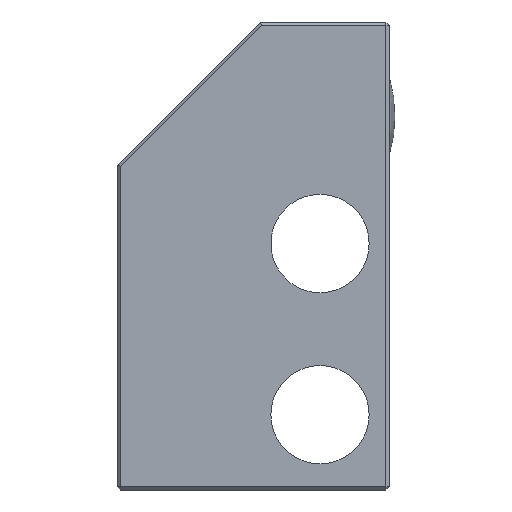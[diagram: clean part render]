
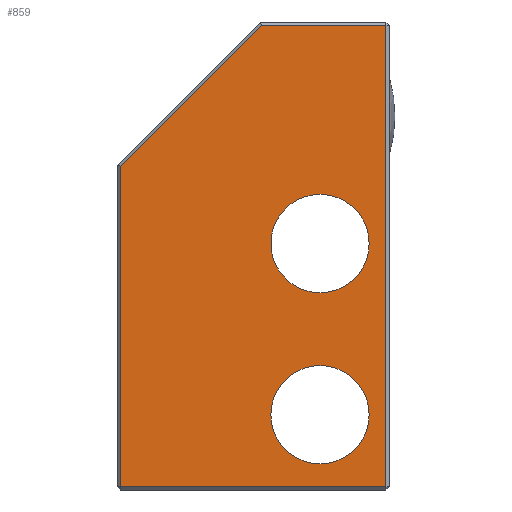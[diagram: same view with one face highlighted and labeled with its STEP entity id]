
A CAD part, left-side view. The second image highlights one B-rep face of the part: STEP entity #859.
In plain terms, the highlighted planar face has unit normal (-1, 0, 0).
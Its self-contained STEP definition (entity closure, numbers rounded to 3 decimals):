
#20 = VERTEX_POINT ( 'NONE', #583 ) ;
#27 = VERTEX_POINT ( 'NONE', #1167 ) ;
#29 = DIRECTION ( 'NONE',  ( 0., 0., -1. ) ) ;
#31 = DIRECTION ( 'NONE',  ( 0., 0., -1. ) ) ;
#49 = VECTOR ( 'NONE', #794, 1000. ) ;
#61 = DIRECTION ( 'NONE',  ( 0., 0., -1. ) ) ;
#71 = CIRCLE ( 'NONE', #303, 1.58 ) ;
#86 = EDGE_LOOP ( 'NONE', ( #1126, #1129, #934, #733, #478 ) ) ;
#94 = LINE ( 'NONE', #221, #1095 ) ;
#110 = AXIS2_PLACEMENT_3D ( 'NONE', #1174, #589, #29 ) ;
#112 = ORIENTED_EDGE ( 'NONE', *, *, #506, .F. ) ;
#140 = CARTESIAN_POINT ( 'NONE',  ( -2.8, -2.146, -3.526 ) ) ;
#159 = ORIENTED_EDGE ( 'NONE', *, *, #1201, .F. ) ;
#160 = CIRCLE ( 'NONE', #1079, 1.58 ) ;
#194 = CARTESIAN_POINT ( 'NONE',  ( -2.8, -0.584, 0.16 ) ) ;
#205 = CARTESIAN_POINT ( 'NONE',  ( -2.8, -2.146, -6.686 ) ) ;
#212 = ORIENTED_EDGE ( 'NONE', *, *, #396, .F. ) ;
#221 = CARTESIAN_POINT ( 'NONE',  ( -2.8, 4.274, 0. ) ) ;
#229 = LINE ( 'NONE', #573, #699 ) ;
#269 = VERTEX_POINT ( 'NONE', #276 ) ;
#276 = CARTESIAN_POINT ( 'NONE',  ( -2.8, -0.268, 7.414 ) ) ;
#295 = VECTOR ( 'NONE', #598, 1000. ) ;
#299 = ORIENTED_EDGE ( 'NONE', *, *, #491, .F. ) ;
#300 = CARTESIAN_POINT ( 'NONE',  ( -2.8, 3.573, 3.573 ) ) ;
#303 = AXIS2_PLACEMENT_3D ( 'NONE', #1082, #507, #1178 ) ;
#306 = FACE_BOUND ( 'NONE', #315, .T. ) ;
#315 = EDGE_LOOP ( 'NONE', ( #730, #159 ) ) ;
#357 = EDGE_LOOP ( 'NONE', ( #555, #299, #212, #112 ) ) ;
#380 = DIRECTION ( 'NONE',  ( -1., 0., 0. ) ) ;
#388 = CARTESIAN_POINT ( 'NONE',  ( -2.8, 0., 0. ) ) ;
#393 = CIRCLE ( 'NONE', #726, 1.58 ) ;
#396 = EDGE_CURVE ( 'NONE', #20, #615, #1213, .T. ) ;
#406 = VERTEX_POINT ( 'NONE', #194 ) ;
#421 = CARTESIAN_POINT ( 'NONE',  ( -2.8, -2.146, 1.974 ) ) ;
#428 = EDGE_CURVE ( 'NONE', #759, #501, #229, .T. ) ;
#478 = ORIENTED_EDGE ( 'NONE', *, *, #978, .T. ) ;
#487 = DIRECTION ( 'NONE',  ( 0., 0., -1. ) ) ;
#491 = EDGE_CURVE ( 'NONE', #615, #27, #1100, .T. ) ;
#500 = CARTESIAN_POINT ( 'NONE',  ( -2.8, -4.266, -7.426 ) ) ;
#501 = VERTEX_POINT ( 'NONE', #500 ) ;
#506 = EDGE_CURVE ( 'NONE', #406, #20, #71, .T. ) ;
#507 = DIRECTION ( 'NONE',  ( -1., 0., 0. ) ) ;
#514 = CARTESIAN_POINT ( 'NONE',  ( -2.8, -4.266, 0. ) ) ;
#521 = CARTESIAN_POINT ( 'NONE',  ( -2.8, -2.146, -5.106 ) ) ;
#523 = LINE ( 'NONE', #1186, #295 ) ;
#534 = EDGE_CURVE ( 'NONE', #406, #27, #809, .T. ) ;
#551 = EDGE_CURVE ( 'NONE', #1068, #269, #523, .T. ) ;
#555 = ORIENTED_EDGE ( 'NONE', *, *, #534, .T. ) ;
#569 = LINE ( 'NONE', #514, #860 ) ;
#573 = CARTESIAN_POINT ( 'NONE',  ( -2.8, 0., -7.426 ) ) ;
#583 = CARTESIAN_POINT ( 'NONE',  ( -2.8, -2.146, -1.186 ) ) ;
#589 = DIRECTION ( 'NONE',  ( -1., 0., 0. ) ) ;
#598 = DIRECTION ( 'NONE',  ( 0., 1., 0. ) ) ;
#608 = CARTESIAN_POINT ( 'NONE',  ( -2.8, 4.274, 2.872 ) ) ;
#615 = VERTEX_POINT ( 'NONE', #421 ) ;
#617 = DIRECTION ( 'NONE',  ( 0., 0., -1. ) ) ;
#628 = DIRECTION ( 'NONE',  ( -1., 0., 0. ) ) ;
#639 = VERTEX_POINT ( 'NONE', #140 ) ;
#669 = PLANE ( 'NONE',  #728 ) ;
#692 = CARTESIAN_POINT ( 'NONE',  ( -2.8, -0.584, -1.148 ) ) ;
#693 = LINE ( 'NONE', #300, #1212 ) ;
#699 = VECTOR ( 'NONE', #768, 1000. ) ;
#721 = EDGE_CURVE ( 'NONE', #871, #639, #160, .T. ) ;
#725 = FACE_BOUND ( 'NONE', #357, .T. ) ;
#726 = AXIS2_PLACEMENT_3D ( 'NONE', #521, #1197, #617 ) ;
#728 = AXIS2_PLACEMENT_3D ( 'NONE', #388, #1067, #487 ) ;
#730 = ORIENTED_EDGE ( 'NONE', *, *, #721, .F. ) ;
#733 = ORIENTED_EDGE ( 'NONE', *, *, #428, .T. ) ;
#759 = VERTEX_POINT ( 'NONE', #852 ) ;
#768 = DIRECTION ( 'NONE',  ( 0., -1., 0. ) ) ;
#794 = DIRECTION ( 'NONE',  ( 0., 0., 1. ) ) ;
#809 = LINE ( 'NONE', #692, #49 ) ;
#842 = AXIS2_PLACEMENT_3D ( 'NONE', #968, #380, #1060 ) ;
#852 = CARTESIAN_POINT ( 'NONE',  ( -2.8, 4.274, -7.426 ) ) ;
#859 = ADVANCED_FACE ( 'NONE', ( #725, #1230, #306 ), #669, .F. ) ;
#860 = VECTOR ( 'NONE', #1187, 1000. ) ;
#869 = EDGE_CURVE ( 'NONE', #269, #1200, #693, .T. ) ;
#871 = VERTEX_POINT ( 'NONE', #205 ) ;
#934 = ORIENTED_EDGE ( 'NONE', *, *, #961, .T. ) ;
#961 = EDGE_CURVE ( 'NONE', #1200, #759, #94, .T. ) ;
#968 = CARTESIAN_POINT ( 'NONE',  ( -2.8, -2.146, 0.394 ) ) ;
#974 = DIRECTION ( 'NONE',  ( 0., 0.707, -0.707 ) ) ;
#978 = EDGE_CURVE ( 'NONE', #501, #1068, #569, .T. ) ;
#1010 = CARTESIAN_POINT ( 'NONE',  ( -2.8, -4.266, 7.414 ) ) ;
#1060 = DIRECTION ( 'NONE',  ( 0., 0., -1. ) ) ;
#1067 = DIRECTION ( 'NONE',  ( 1., 0., 0. ) ) ;
#1068 = VERTEX_POINT ( 'NONE', #1010 ) ;
#1079 = AXIS2_PLACEMENT_3D ( 'NONE', #1209, #628, #61 ) ;
#1082 = CARTESIAN_POINT ( 'NONE',  ( -2.8, -2.146, 0.394 ) ) ;
#1095 = VECTOR ( 'NONE', #31, 1000. ) ;
#1100 = CIRCLE ( 'NONE', #110, 1.58 ) ;
#1126 = ORIENTED_EDGE ( 'NONE', *, *, #551, .T. ) ;
#1129 = ORIENTED_EDGE ( 'NONE', *, *, #869, .T. ) ;
#1167 = CARTESIAN_POINT ( 'NONE',  ( -2.8, -0.584, 0.627 ) ) ;
#1174 = CARTESIAN_POINT ( 'NONE',  ( -2.8, -2.146, 0.394 ) ) ;
#1178 = DIRECTION ( 'NONE',  ( 0., 0., -1. ) ) ;
#1186 = CARTESIAN_POINT ( 'NONE',  ( -2.8, 0., 7.414 ) ) ;
#1187 = DIRECTION ( 'NONE',  ( 0., 0., 1. ) ) ;
#1197 = DIRECTION ( 'NONE',  ( -1., 0., 0. ) ) ;
#1200 = VERTEX_POINT ( 'NONE', #608 ) ;
#1201 = EDGE_CURVE ( 'NONE', #639, #871, #393, .T. ) ;
#1209 = CARTESIAN_POINT ( 'NONE',  ( -2.8, -2.146, -5.106 ) ) ;
#1212 = VECTOR ( 'NONE', #974, 1000. ) ;
#1213 = CIRCLE ( 'NONE', #842, 1.58 ) ;
#1230 = FACE_OUTER_BOUND ( 'NONE', #86, .T. ) ;
